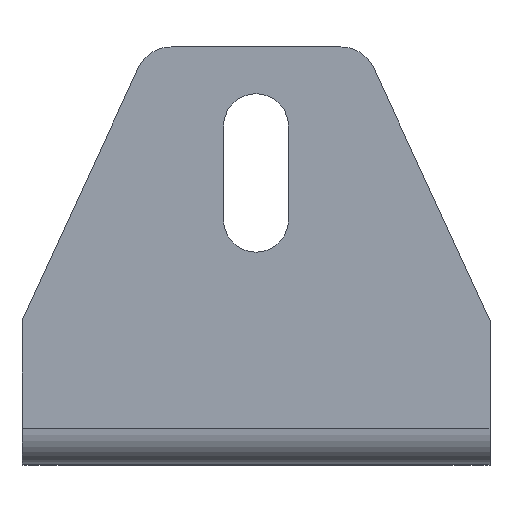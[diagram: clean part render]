
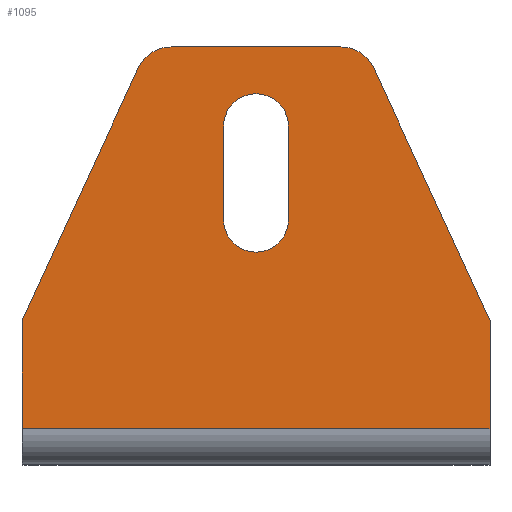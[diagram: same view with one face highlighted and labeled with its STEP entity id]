
A CAD part, top view. The second image highlights one B-rep face of the part: STEP entity #1095.
In plain terms, the highlighted planar face has unit normal (0, 0, 1).
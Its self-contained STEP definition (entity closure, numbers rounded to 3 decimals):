
#8 = CARTESIAN_POINT ( 'NONE',  ( 32.5, 47., 0. ) ) ;
#12 = CARTESIAN_POINT ( 'NONE',  ( 3.774, 28.196, 0. ) ) ;
#22 = VERTEX_POINT ( 'NONE', #461 ) ;
#42 = FACE_BOUND ( 'NONE', #483, .T. ) ;
#50 = VECTOR ( 'NONE', #1052, 1000. ) ;
#81 = VERTEX_POINT ( 'NONE', #568 ) ;
#83 = DIRECTION ( 'NONE',  ( 0., 0., 1. ) ) ;
#96 = CARTESIAN_POINT ( 'NONE',  ( 28., 47., 0. ) ) ;
#113 = EDGE_CURVE ( 'NONE', #1011, #849, #552, .T. ) ;
#124 = AXIS2_PLACEMENT_3D ( 'NONE', #524, #83, #955 ) ;
#131 = EDGE_CURVE ( 'NONE', #622, #22, #1087, .T. ) ;
#133 = CARTESIAN_POINT ( 'NONE',  ( 65., 0., 0. ) ) ;
#144 = VERTEX_POINT ( 'NONE', #559 ) ;
#152 = VERTEX_POINT ( 'NONE', #645 ) ;
#158 = ORIENTED_EDGE ( 'NONE', *, *, #1060, .T. ) ;
#190 = EDGE_CURVE ( 'NONE', #849, #607, #924, .T. ) ;
#198 = LINE ( 'NONE', #293, #741 ) ;
#229 = CARTESIAN_POINT ( 'NONE',  ( 65., 20., 0. ) ) ;
#237 = AXIS2_PLACEMENT_3D ( 'NONE', #803, #726, #307 ) ;
#269 = VECTOR ( 'NONE', #837, 1000. ) ;
#291 = ORIENTED_EDGE ( 'NONE', *, *, #526, .T. ) ;
#293 = CARTESIAN_POINT ( 'NONE',  ( 37., 0., 0. ) ) ;
#297 = CARTESIAN_POINT ( 'NONE',  ( 0., 0., 0. ) ) ;
#301 = VECTOR ( 'NONE', #389, 1000. ) ;
#302 = ORIENTED_EDGE ( 'NONE', *, *, #190, .F. ) ;
#304 = PLANE ( 'NONE',  #544 ) ;
#307 = DIRECTION ( 'NONE',  ( -1., 0., 0. ) ) ;
#309 = VERTEX_POINT ( 'NONE', #1126 ) ;
#314 = EDGE_CURVE ( 'NONE', #144, #81, #866, .T. ) ;
#315 = EDGE_LOOP ( 'NONE', ( #158, #637, #424, #576, #302, #754, #1129, #892 ) ) ;
#326 = CARTESIAN_POINT ( 'NONE',  ( 65., 5., 0. ) ) ;
#347 = VERTEX_POINT ( 'NONE', #96 ) ;
#374 = CIRCLE ( 'NONE', #448, 5. ) ;
#387 = FACE_OUTER_BOUND ( 'NONE', #315, .T. ) ;
#389 = DIRECTION ( 'NONE',  ( 0., -1., 0. ) ) ;
#403 = EDGE_CURVE ( 'NONE', #347, #309, #703, .T. ) ;
#424 = ORIENTED_EDGE ( 'NONE', *, *, #314, .T. ) ;
#425 = EDGE_CURVE ( 'NONE', #612, #144, #374, .T. ) ;
#440 = CARTESIAN_POINT ( 'NONE',  ( 72.599, 3.5, 0. ) ) ;
#444 = EDGE_CURVE ( 'NONE', #1011, #1110, #616, .T. ) ;
#448 = AXIS2_PLACEMENT_3D ( 'NONE', #796, #604, #699 ) ;
#461 = CARTESIAN_POINT ( 'NONE',  ( 28., 34., 0. ) ) ;
#483 = EDGE_LOOP ( 'NONE', ( #291, #799, #826, #1102 ) ) ;
#506 = VECTOR ( 'NONE', #686, 1000. ) ;
#508 = CIRCLE ( 'NONE', #124, 5. ) ;
#524 = CARTESIAN_POINT ( 'NONE',  ( 44.298, 53., 0. ) ) ;
#526 = EDGE_CURVE ( 'NONE', #22, #347, #988, .T. ) ;
#544 = AXIS2_PLACEMENT_3D ( 'NONE', #133, #823, #571 ) ;
#552 = LINE ( 'NONE', #896, #301 ) ;
#559 = CARTESIAN_POINT ( 'NONE',  ( 16.161, 55.092, 0. ) ) ;
#568 = CARTESIAN_POINT ( 'NONE',  ( 0., 20., 0. ) ) ;
#571 = DIRECTION ( 'NONE',  ( -1., 0., 0. ) ) ;
#576 = ORIENTED_EDGE ( 'NONE', *, *, #1009, .T. ) ;
#592 = EDGE_CURVE ( 'NONE', #309, #622, #198, .T. ) ;
#604 = DIRECTION ( 'NONE',  ( 0., 0., 1. ) ) ;
#607 = VERTEX_POINT ( 'NONE', #1013 ) ;
#608 = CARTESIAN_POINT ( 'NONE',  ( 65., 5., 0. ) ) ;
#612 = VERTEX_POINT ( 'NONE', #944 ) ;
#616 = LINE ( 'NONE', #440, #50 ) ;
#622 = VERTEX_POINT ( 'NONE', #751 ) ;
#636 = VECTOR ( 'NONE', #903, 1000. ) ;
#637 = ORIENTED_EDGE ( 'NONE', *, *, #425, .T. ) ;
#645 = CARTESIAN_POINT ( 'NONE',  ( 44.298, 58., 0. ) ) ;
#647 = LINE ( 'NONE', #1021, #636 ) ;
#655 = CARTESIAN_POINT ( 'NONE',  ( 48.839, 55.092, 0. ) ) ;
#686 = DIRECTION ( 'NONE',  ( -1., 0., 0. ) ) ;
#699 = DIRECTION ( 'NONE',  ( -1., 0., 0. ) ) ;
#703 = CIRCLE ( 'NONE', #872, 4.5 ) ;
#719 = CARTESIAN_POINT ( 'NONE',  ( 28., 0., 0. ) ) ;
#726 = DIRECTION ( 'NONE',  ( 0., 0., -1. ) ) ;
#741 = VECTOR ( 'NONE', #888, 1000. ) ;
#751 = CARTESIAN_POINT ( 'NONE',  ( 37., 34., 0. ) ) ;
#754 = ORIENTED_EDGE ( 'NONE', *, *, #113, .F. ) ;
#793 = EDGE_CURVE ( 'NONE', #1110, #152, #508, .T. ) ;
#796 = CARTESIAN_POINT ( 'NONE',  ( 20.702, 53., 0. ) ) ;
#799 = ORIENTED_EDGE ( 'NONE', *, *, #403, .T. ) ;
#803 = CARTESIAN_POINT ( 'NONE',  ( 32.5, 34., 0. ) ) ;
#823 = DIRECTION ( 'NONE',  ( 0., 0., -1. ) ) ;
#826 = ORIENTED_EDGE ( 'NONE', *, *, #592, .T. ) ;
#834 = VECTOR ( 'NONE', #1080, 1000. ) ;
#837 = DIRECTION ( 'NONE',  ( 0., -1., 0. ) ) ;
#849 = VERTEX_POINT ( 'NONE', #608 ) ;
#866 = LINE ( 'NONE', #12, #978 ) ;
#870 = DIRECTION ( 'NONE',  ( 0., 0., -1. ) ) ;
#872 = AXIS2_PLACEMENT_3D ( 'NONE', #8, #870, #876 ) ;
#876 = DIRECTION ( 'NONE',  ( -1., 0., 0. ) ) ;
#888 = DIRECTION ( 'NONE',  ( 0., -1., 0. ) ) ;
#892 = ORIENTED_EDGE ( 'NONE', *, *, #793, .T. ) ;
#896 = CARTESIAN_POINT ( 'NONE',  ( 65., 0., 0. ) ) ;
#903 = DIRECTION ( 'NONE',  ( -1., 0., 0. ) ) ;
#924 = LINE ( 'NONE', #326, #506 ) ;
#931 = LINE ( 'NONE', #297, #269 ) ;
#944 = CARTESIAN_POINT ( 'NONE',  ( 20.702, 58., 0. ) ) ;
#955 = DIRECTION ( 'NONE',  ( -1., 0., 0. ) ) ;
#978 = VECTOR ( 'NONE', #1057, 1000. ) ;
#988 = LINE ( 'NONE', #719, #834 ) ;
#1009 = EDGE_CURVE ( 'NONE', #81, #607, #931, .T. ) ;
#1011 = VERTEX_POINT ( 'NONE', #229 ) ;
#1013 = CARTESIAN_POINT ( 'NONE',  ( 0., 5., 0. ) ) ;
#1021 = CARTESIAN_POINT ( 'NONE',  ( 65., 58., 0. ) ) ;
#1052 = DIRECTION ( 'NONE',  ( -0.418, 0.908, 0. ) ) ;
#1057 = DIRECTION ( 'NONE',  ( -0.418, -0.908, 0. ) ) ;
#1060 = EDGE_CURVE ( 'NONE', #152, #612, #647, .T. ) ;
#1080 = DIRECTION ( 'NONE',  ( 0., 1., 0. ) ) ;
#1087 = CIRCLE ( 'NONE', #237, 4.5 ) ;
#1095 = ADVANCED_FACE ( 'NONE', ( #42, #387 ), #304, .F. ) ;
#1102 = ORIENTED_EDGE ( 'NONE', *, *, #131, .T. ) ;
#1110 = VERTEX_POINT ( 'NONE', #655 ) ;
#1126 = CARTESIAN_POINT ( 'NONE',  ( 37., 47., 0. ) ) ;
#1129 = ORIENTED_EDGE ( 'NONE', *, *, #444, .T. ) ;
